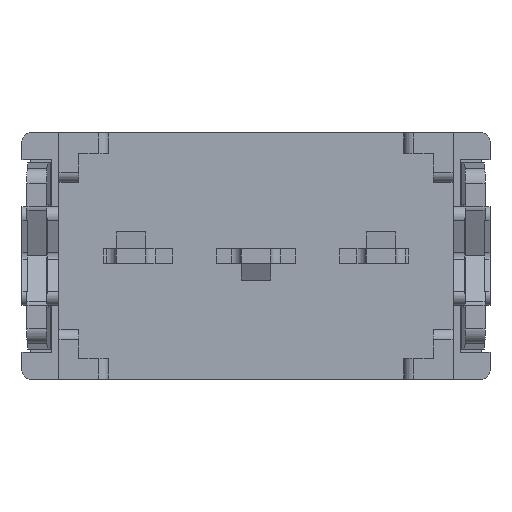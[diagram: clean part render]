
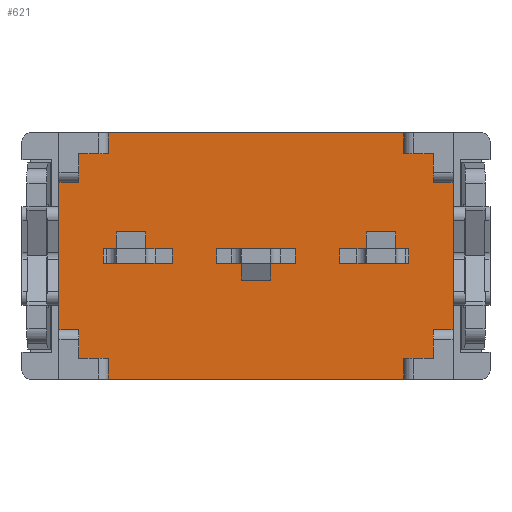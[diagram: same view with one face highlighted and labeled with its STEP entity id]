
A CAD part, front view. The second image highlights one B-rep face of the part: STEP entity #621.
In plain terms, the highlighted planar face has unit normal (0, -1, 0).
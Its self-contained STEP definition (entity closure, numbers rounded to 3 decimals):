
#621 = ADVANCED_FACE( '', ( #1220 ), #1221, .T. );
#1220 = FACE_OUTER_BOUND( '', #1843, .T. );
#1221 = PLANE( '', #1844 );
#1843 = EDGE_LOOP( '', ( #3365, #3366, #3367, #3368, #3369, #3370, #3371, #3372, #3373, #3374, #3375, #3376, #3377, #3378, #3379, #3380, #3381, #3382, #3383, #3384 ) );
#1844 = AXIS2_PLACEMENT_3D( '', #3385, #3386, #3387 );
#3365 = ORIENTED_EDGE( '', *, *, #4144, .F. );
#3366 = ORIENTED_EDGE( '', *, *, #4487, .F. );
#3367 = ORIENTED_EDGE( '', *, *, #4343, .F. );
#3368 = ORIENTED_EDGE( '', *, *, #4146, .F. );
#3369 = ORIENTED_EDGE( '', *, *, #4300, .F. );
#3370 = ORIENTED_EDGE( '', *, *, #4324, .T. );
#3371 = ORIENTED_EDGE( '', *, *, #4194, .F. );
#3372 = ORIENTED_EDGE( '', *, *, #4278, .T. );
#3373 = ORIENTED_EDGE( '', *, *, #4249, .F. );
#3374 = ORIENTED_EDGE( '', *, *, #4433, .F. );
#3375 = ORIENTED_EDGE( '', *, *, #4562, .T. );
#3376 = ORIENTED_EDGE( '', *, *, #4158, .T. );
#3377 = ORIENTED_EDGE( '', *, *, #4268, .T. );
#3378 = ORIENTED_EDGE( '', *, *, #4200, .T. );
#3379 = ORIENTED_EDGE( '', *, *, #4542, .F. );
#3380 = ORIENTED_EDGE( '', *, *, #4284, .F. );
#3381 = ORIENTED_EDGE( '', *, *, #4563, .T. );
#3382 = ORIENTED_EDGE( '', *, *, #4164, .F. );
#3383 = ORIENTED_EDGE( '', *, *, #4497, .T. );
#3384 = ORIENTED_EDGE( '', *, *, #4076, .F. );
#3385 = CARTESIAN_POINT( '', ( 3., -7.5, 3. ) );
#3386 = DIRECTION( '', ( 0., -1., 0. ) );
#3387 = DIRECTION( '', ( 0., 0., -1. ) );
#4076 = EDGE_CURVE( '', #4946, #4948, #4949, .T. );
#4144 = EDGE_CURVE( '', #5057, #4946, #5059, .T. );
#4146 = EDGE_CURVE( '', #5061, #5062, #5063, .T. );
#4158 = EDGE_CURVE( '', #5076, #5080, #5082, .T. );
#4164 = EDGE_CURVE( '', #5090, #5091, #5092, .T. );
#4194 = EDGE_CURVE( '', #5140, #5142, #5143, .T. );
#4200 = EDGE_CURVE( '', #5150, #5151, #5152, .T. );
#4249 = EDGE_CURVE( '', #5226, #5222, #5228, .T. );
#4268 = EDGE_CURVE( '', #5080, #5150, #5253, .T. );
#4278 = EDGE_CURVE( '', #5140, #5222, #5265, .T. );
#4284 = EDGE_CURVE( '', #5273, #5275, #5276, .T. );
#4300 = EDGE_CURVE( '', #5301, #5061, #5303, .T. );
#4324 = EDGE_CURVE( '', #5301, #5142, #5340, .T. );
#4343 = EDGE_CURVE( '', #5062, #5363, #5364, .T. );
#4433 = EDGE_CURVE( '', #5489, #5226, #5491, .T. );
#4487 = EDGE_CURVE( '', #5363, #5057, #5570, .T. );
#4497 = EDGE_CURVE( '', #5090, #4948, #5584, .T. );
#4542 = EDGE_CURVE( '', #5275, #5151, #5638, .T. );
#4562 = EDGE_CURVE( '', #5489, #5076, #5663, .T. );
#4563 = EDGE_CURVE( '', #5273, #5091, #5664, .T. );
#4946 = VERTEX_POINT( '', #6159 );
#4948 = VERTEX_POINT( '', #6162 );
#4949 = LINE( '', #6163, #6164 );
#5057 = VERTEX_POINT( '', #6322 );
#5059 = LINE( '', #6325, #6326 );
#5061 = VERTEX_POINT( '', #6328 );
#5062 = VERTEX_POINT( '', #6329 );
#5063 = LINE( '', #6330, #6331 );
#5076 = VERTEX_POINT( '', #6350 );
#5080 = VERTEX_POINT( '', #6355 );
#5082 = LINE( '', #6358, #6359 );
#5090 = VERTEX_POINT( '', #6370 );
#5091 = VERTEX_POINT( '', #6371 );
#5092 = LINE( '', #6372, #6373 );
#5140 = VERTEX_POINT( '', #6441 );
#5142 = VERTEX_POINT( '', #6444 );
#5143 = LINE( '', #6445, #6446 );
#5150 = VERTEX_POINT( '', #6456 );
#5151 = VERTEX_POINT( '', #6457 );
#5152 = LINE( '', #6458, #6459 );
#5222 = VERTEX_POINT( '', #6552 );
#5226 = VERTEX_POINT( '', #6558 );
#5228 = LINE( '', #6561, #6562 );
#5253 = LINE( '', #6595, #6596 );
#5265 = LINE( '', #6614, #6615 );
#5273 = VERTEX_POINT( '', #6625 );
#5275 = VERTEX_POINT( '', #6628 );
#5276 = LINE( '', #6629, #6630 );
#5301 = VERTEX_POINT( '', #6663 );
#5303 = LINE( '', #6666, #6667 );
#5340 = LINE( '', #6720, #6721 );
#5363 = VERTEX_POINT( '', #6753 );
#5364 = LINE( '', #6754, #6755 );
#5489 = VERTEX_POINT( '', #6937 );
#5491 = LINE( '', #6940, #6941 );
#5570 = LINE( '', #7053, #7054 );
#5584 = LINE( '', #7074, #7075 );
#5638 = LINE( '', #7154, #7155 );
#5663 = LINE( '', #7190, #7191 );
#5664 = LINE( '', #7192, #7193 );
#6159 = CARTESIAN_POINT( '', ( 3., -7.5, -2.5 ) );
#6162 = CARTESIAN_POINT( '', ( -3., -7.5, -2.5 ) );
#6163 = CARTESIAN_POINT( '', ( 4.575, -7.5, -2.5 ) );
#6164 = VECTOR( '', #7518, 1000. );
#6322 = CARTESIAN_POINT( '', ( 3., -7.5, -2.08 ) );
#6325 = CARTESIAN_POINT( '', ( 3., -7.5, 3. ) );
#6326 = VECTOR( '', #7585, 1000. );
#6328 = CARTESIAN_POINT( '', ( 4., -7.5, -1.5 ) );
#6329 = CARTESIAN_POINT( '', ( 3.6, -7.5, -1.5 ) );
#6330 = CARTESIAN_POINT( '', ( 5., -7.5, -1.5 ) );
#6331 = VECTOR( '', #7586, 1000. );
#6350 = CARTESIAN_POINT( '', ( -3., -7.5, 2.08 ) );
#6355 = CARTESIAN_POINT( '', ( -3.6, -7.5, 2.08 ) );
#6358 = CARTESIAN_POINT( '', ( 3.6, -7.5, 2.08 ) );
#6359 = VECTOR( '', #7598, 1000. );
#6370 = CARTESIAN_POINT( '', ( -3., -7.5, -2.08 ) );
#6371 = CARTESIAN_POINT( '', ( -3.6, -7.5, -2.08 ) );
#6372 = CARTESIAN_POINT( '', ( 3.6, -7.5, -2.08 ) );
#6373 = VECTOR( '', #7602, 1000. );
#6441 = CARTESIAN_POINT( '', ( 3.6, -7.5, 2.08 ) );
#6444 = CARTESIAN_POINT( '', ( 3.6, -7.5, 1.5 ) );
#6445 = CARTESIAN_POINT( '', ( 3.6, -7.5, 2.08 ) );
#6446 = VECTOR( '', #7636, 1000. );
#6456 = CARTESIAN_POINT( '', ( -3.6, -7.5, 1.5 ) );
#6457 = CARTESIAN_POINT( '', ( -4., -7.5, 1.5 ) );
#6458 = CARTESIAN_POINT( '', ( 5., -7.5, 1.5 ) );
#6459 = VECTOR( '', #7640, 1000. );
#6552 = CARTESIAN_POINT( '', ( 3., -7.5, 2.08 ) );
#6558 = CARTESIAN_POINT( '', ( 3., -7.5, 2.5 ) );
#6561 = CARTESIAN_POINT( '', ( 3., -7.5, 3. ) );
#6562 = VECTOR( '', #7697, 1000. );
#6595 = CARTESIAN_POINT( '', ( -3.6, -7.5, 2.08 ) );
#6596 = VECTOR( '', #7718, 1000. );
#6614 = CARTESIAN_POINT( '', ( 3.6, -7.5, 2.08 ) );
#6615 = VECTOR( '', #7725, 1000. );
#6625 = CARTESIAN_POINT( '', ( -3.6, -7.5, -1.5 ) );
#6628 = CARTESIAN_POINT( '', ( -4., -7.5, -1.5 ) );
#6629 = CARTESIAN_POINT( '', ( 5., -7.5, -1.5 ) );
#6630 = VECTOR( '', #7732, 1000. );
#6663 = CARTESIAN_POINT( '', ( 4., -7.5, 1.5 ) );
#6666 = CARTESIAN_POINT( '', ( 4., -7.5, 2.5 ) );
#6667 = VECTOR( '', #7757, 1000. );
#6720 = CARTESIAN_POINT( '', ( 5., -7.5, 1.5 ) );
#6721 = VECTOR( '', #7777, 1000. );
#6753 = CARTESIAN_POINT( '', ( 3.6, -7.5, -2.08 ) );
#6754 = CARTESIAN_POINT( '', ( 3.6, -7.5, 2.08 ) );
#6755 = VECTOR( '', #7796, 1000. );
#6937 = CARTESIAN_POINT( '', ( -3., -7.5, 2.5 ) );
#6940 = CARTESIAN_POINT( '', ( -4.575, -7.5, 2.5 ) );
#6941 = VECTOR( '', #7879, 1000. );
#7053 = CARTESIAN_POINT( '', ( 3.6, -7.5, -2.08 ) );
#7054 = VECTOR( '', #7934, 1000. );
#7074 = CARTESIAN_POINT( '', ( -3., -7.5, 3. ) );
#7075 = VECTOR( '', #7941, 1000. );
#7154 = CARTESIAN_POINT( '', ( -4., -7.5, -2.5 ) );
#7155 = VECTOR( '', #7979, 1000. );
#7190 = CARTESIAN_POINT( '', ( -3., -7.5, 3. ) );
#7191 = VECTOR( '', #7999, 1000. );
#7192 = CARTESIAN_POINT( '', ( -3.6, -7.5, 2.08 ) );
#7193 = VECTOR( '', #8000, 1000. );
#7518 = DIRECTION( '', ( -1., 0., 0. ) );
#7585 = DIRECTION( '', ( 0., 0., -1. ) );
#7586 = DIRECTION( '', ( -1., 0., 0. ) );
#7598 = DIRECTION( '', ( -1., 0., 0. ) );
#7602 = DIRECTION( '', ( -1., 0., 0. ) );
#7636 = DIRECTION( '', ( 0., 0., -1. ) );
#7640 = DIRECTION( '', ( -1., 0., 0. ) );
#7697 = DIRECTION( '', ( 0., 0., -1. ) );
#7718 = DIRECTION( '', ( 0., 0., -1. ) );
#7725 = DIRECTION( '', ( -1., 0., 0. ) );
#7732 = DIRECTION( '', ( -1., 0., 0. ) );
#7757 = DIRECTION( '', ( 0., 0., -1. ) );
#7777 = DIRECTION( '', ( -1., 0., 0. ) );
#7796 = DIRECTION( '', ( 0., 0., -1. ) );
#7879 = DIRECTION( '', ( 1., 0., 0. ) );
#7934 = DIRECTION( '', ( -1., 0., 0. ) );
#7941 = DIRECTION( '', ( 0., 0., -1. ) );
#7979 = DIRECTION( '', ( 0., 0., 1. ) );
#7999 = DIRECTION( '', ( 0., 0., -1. ) );
#8000 = DIRECTION( '', ( 0., 0., -1. ) );
